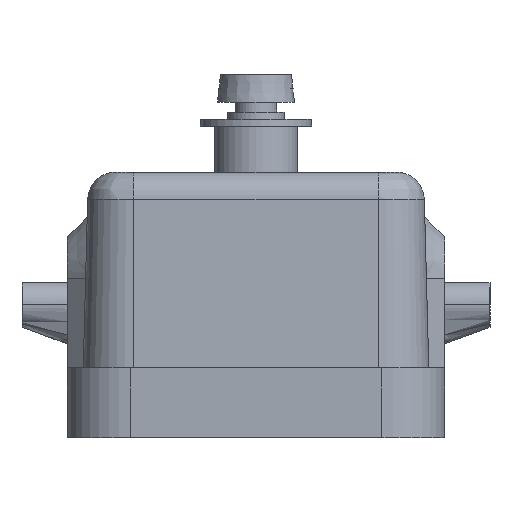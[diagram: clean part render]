
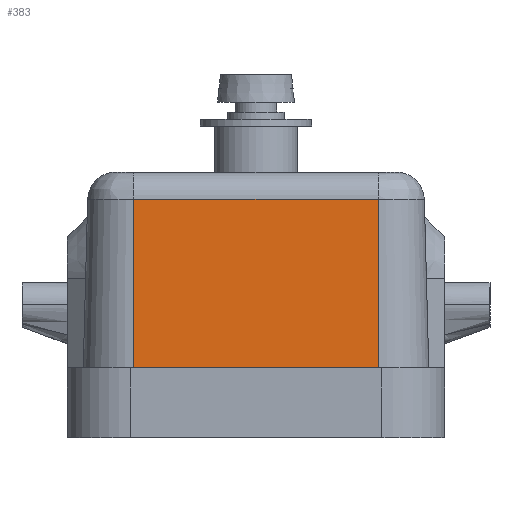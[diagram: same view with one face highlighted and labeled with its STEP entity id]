
A CAD part, left-side view. The second image highlights one B-rep face of the part: STEP entity #383.
In plain terms, the highlighted planar face has unit normal (-1, 0, 0.026).
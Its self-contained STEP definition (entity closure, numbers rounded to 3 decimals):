
#276=PLANE('',#2219);
#383=ADVANCED_FACE('F137',(#535),#276,.T.);
#535=FACE_OUTER_BOUND('',#670,.T.);
#670=EDGE_LOOP('',(#1382,#1383,#1384,#1385));
#791=LINE('',#3812,#910);
#793=LINE('',#3818,#912);
#794=LINE('',#3821,#913);
#795=LINE('',#3822,#914);
#910=VECTOR('',#2580,1.);
#912=VECTOR('',#2586,1.);
#913=VECTOR('',#2587,1.);
#914=VECTOR('',#2588,1.);
#1382=ORIENTED_EDGE('',*,*,#1965,.T.);
#1383=ORIENTED_EDGE('',*,*,#1966,.T.);
#1384=ORIENTED_EDGE('',*,*,#1962,.F.);
#1385=ORIENTED_EDGE('',*,*,#1967,.T.);
#1693=VERTEX_POINT('',#3811);
#1694=VERTEX_POINT('',#3813);
#1696=VERTEX_POINT('',#3819);
#1697=VERTEX_POINT('',#3820);
#1962=EDGE_CURVE('E336',#1693,#1694,#791,.T.);
#1965=EDGE_CURVE('E372',#1696,#1697,#793,.T.);
#1966=EDGE_CURVE('E367',#1697,#1694,#794,.T.);
#1967=EDGE_CURVE('E369',#1693,#1696,#795,.T.);
#2219=AXIS2_PLACEMENT_3D('',#3823,#2589,#2590);
#2580=DIRECTION('',(0.,1.,0.));
#2586=DIRECTION('',(0.,1.,0.));
#2587=DIRECTION('',(-0.026,0.,-1.));
#2588=DIRECTION('',(0.026,0.,1.));
#2589=DIRECTION('',(-1.,0.,0.026));
#2590=DIRECTION('',(0.026,0.,1.));
#3811=CARTESIAN_POINT('',(-12.367,-8.75,5.));
#3812=CARTESIAN_POINT('',(-12.367,0.,5.));
#3813=CARTESIAN_POINT('',(-12.367,8.75,5.));
#3818=CARTESIAN_POINT('',(-12.051,0.,17.052));
#3819=CARTESIAN_POINT('',(-12.051,-8.75,17.052));
#3820=CARTESIAN_POINT('',(-12.051,8.75,17.052));
#3821=CARTESIAN_POINT('',(-12.209,8.75,11.026));
#3822=CARTESIAN_POINT('',(-12.209,-8.75,11.026));
#3823=CARTESIAN_POINT('',(-12.367,-8.75,5.));
